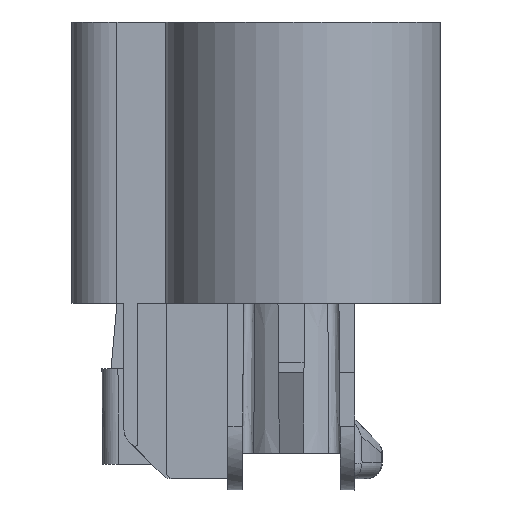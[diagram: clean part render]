
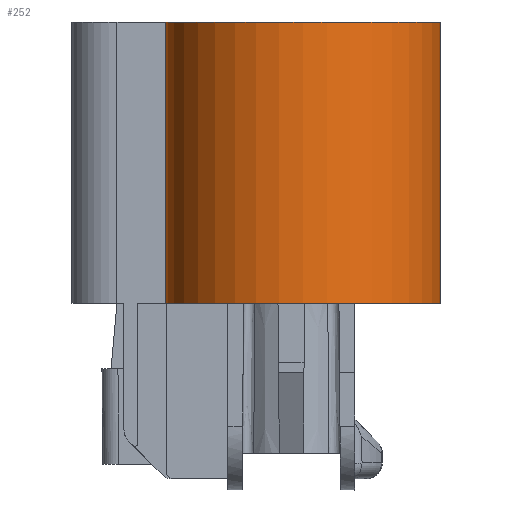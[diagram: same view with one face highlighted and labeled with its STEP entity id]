
A CAD part, left-side view. The second image highlights one B-rep face of the part: STEP entity #252.
In plain terms, the highlighted cylindrical face has radius 8.6 mm (diameter 17.2 mm), a partial arc.
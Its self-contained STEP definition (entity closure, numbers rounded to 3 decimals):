
#69=CYLINDRICAL_SURFACE('',#4943,8.6);
#167=CIRCLE('',#4894,8.6);
#183=CIRCLE('',#4919,8.6);
#252=ADVANCED_FACE('',(#711),#69,.T.);
#711=FACE_OUTER_BOUND('',#979,.T.);
#979=EDGE_LOOP('',(#1472,#1473,#1474,#1475));
#1472=ORIENTED_EDGE('',*,*,#3110,.T.);
#1473=ORIENTED_EDGE('',*,*,#3278,.F.);
#1474=ORIENTED_EDGE('',*,*,#3168,.T.);
#1475=ORIENTED_EDGE('',*,*,#3279,.T.);
#2659=VERTEX_POINT('',#6627);
#2660=VERTEX_POINT('',#6629);
#2702=VERTEX_POINT('',#6778);
#2709=VERTEX_POINT('',#6792);
#3110=EDGE_CURVE('',#2660,#2659,#167,.T.);
#3168=EDGE_CURVE('',#2702,#2709,#183,.T.);
#3278=EDGE_CURVE('',#2702,#2659,#3927,.T.);
#3279=EDGE_CURVE('',#2709,#2660,#3928,.T.);
#3927=LINE('',#7108,#4498);
#3928=LINE('',#7109,#4499);
#4498=VECTOR('',#5524,1.);
#4499=VECTOR('',#5525,1.);
#4894=AXIS2_PLACEMENT_3D('',#6628,#5295,#5296);
#4919=AXIS2_PLACEMENT_3D('',#6793,#5385,#5386);
#4943=AXIS2_PLACEMENT_3D('',#7110,#5526,#5527);
#5295=DIRECTION('',(0.,0.,1.));
#5296=DIRECTION('',(-1.,0.,0.));
#5385=DIRECTION('',(0.,0.,-1.));
#5386=DIRECTION('',(-1.,0.,0.));
#5524=DIRECTION('',(0.,0.,-1.));
#5525=DIRECTION('',(0.,0.,-1.));
#5526=DIRECTION('',(0.,0.,-1.));
#5527=DIRECTION('',(-1.,0.,0.));
#6627=CARTESIAN_POINT('',(-9.979,-8.6,-10.9));
#6628=CARTESIAN_POINT('',(-9.979,0.,-10.9));
#6629=CARTESIAN_POINT('',(-9.979,8.6,-10.9));
#6778=CARTESIAN_POINT('',(-9.979,-8.6,6.7));
#6792=CARTESIAN_POINT('',(-9.979,8.6,6.7));
#6793=CARTESIAN_POINT('',(-9.979,0.,6.7));
#7108=CARTESIAN_POINT('',(-9.979,-8.6,6.7));
#7109=CARTESIAN_POINT('',(-9.979,8.6,6.3));
#7110=CARTESIAN_POINT('',(-9.979,0.,6.3));
